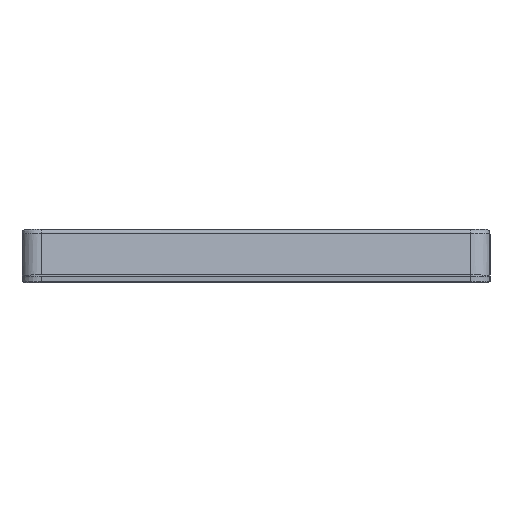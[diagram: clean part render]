
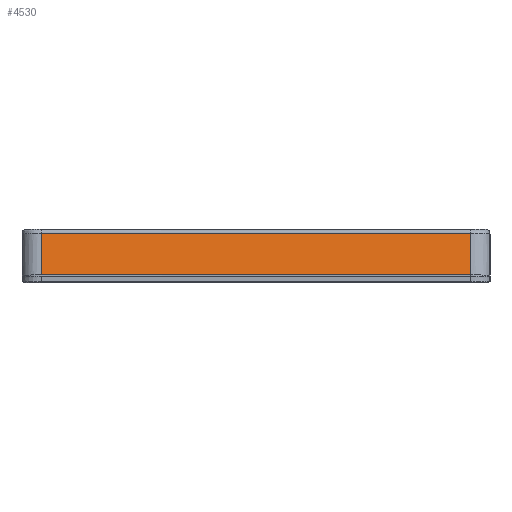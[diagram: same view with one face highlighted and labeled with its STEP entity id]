
A CAD part, left-side view. The second image highlights one B-rep face of the part: STEP entity #4530.
In plain terms, the highlighted planar face has unit normal (-0.987, 0, 0.159).
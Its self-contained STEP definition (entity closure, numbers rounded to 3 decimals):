
#342=FACE_OUTER_BOUND('',#626,.T.);
#626=EDGE_LOOP('',(#3444,#3445,#3446,#3447));
#1099=LINE('',#7987,#1537);
#1104=LINE('',#8208,#1542);
#1115=LINE('',#8776,#1553);
#1161=LINE('',#9611,#1599);
#1537=VECTOR('',#5165,10.);
#1542=VECTOR('',#5172,10.);
#1553=VECTOR('',#5185,10.);
#1599=VECTOR('',#5313,10.);
#2031=VERTEX_POINT('',#7923);
#2034=VERTEX_POINT('',#7981);
#2039=VERTEX_POINT('',#8207);
#2053=VERTEX_POINT('',#8722);
#2508=EDGE_CURVE('',#2034,#2031,#1099,.T.);
#2516=EDGE_CURVE('',#2031,#2039,#1104,.T.);
#2541=EDGE_CURVE('',#2039,#2053,#1115,.T.);
#2630=EDGE_CURVE('',#2053,#2034,#1161,.T.);
#3444=ORIENTED_EDGE('',*,*,#2508,.F.);
#3445=ORIENTED_EDGE('',*,*,#2630,.F.);
#3446=ORIENTED_EDGE('',*,*,#2541,.F.);
#3447=ORIENTED_EDGE('',*,*,#2516,.F.);
#4368=PLANE('',#4793);
#4530=ADVANCED_FACE('',(#342),#4368,.T.);
#4793=AXIS2_PLACEMENT_3D('',#9610,#5311,#5312);
#5165=DIRECTION('',(0.,1.,0.));
#5172=DIRECTION('',(0.158,0.,0.987));
#5185=DIRECTION('',(0.,-1.,0.));
#5311=DIRECTION('center_axis',(-0.987,0.,0.158));
#5312=DIRECTION('ref_axis',(0.158,0.,0.987));
#5313=DIRECTION('',(-0.158,0.,-0.987));
#7923=CARTESIAN_POINT('',(-6.45,-17.338,-2.043));
#7981=CARTESIAN_POINT('',(-6.45,-105.488,-2.043));
#7987=CARTESIAN_POINT('',(-6.45,-97.594,-2.043));
#8207=CARTESIAN_POINT('',(-5.085,-17.338,6.458));
#8208=CARTESIAN_POINT('',(-5.35,-17.338,4.806));
#8722=CARTESIAN_POINT('',(-5.085,-105.488,6.458));
#8776=CARTESIAN_POINT('',(-5.085,-73.806,6.458));
#9610=CARTESIAN_POINT('Origin',(-5.713,-85.7,2.55));
#9611=CARTESIAN_POINT('',(-0.641,-105.488,34.14));
